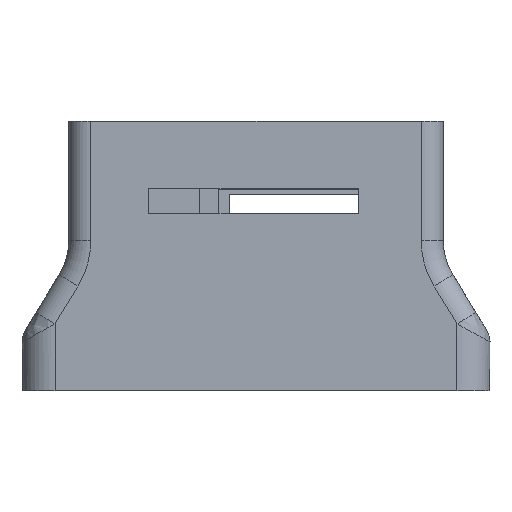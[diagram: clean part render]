
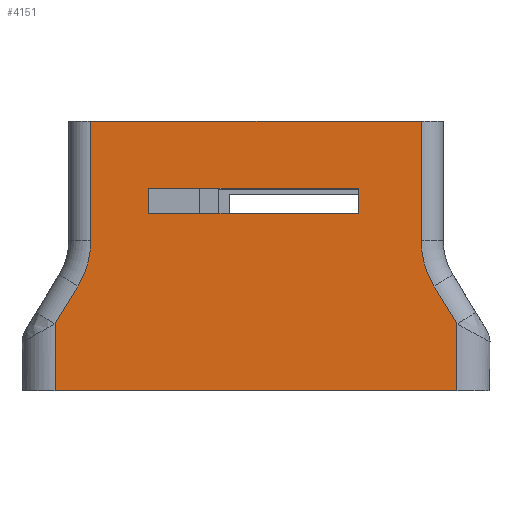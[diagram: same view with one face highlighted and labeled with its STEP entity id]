
A CAD part, left-side view. The second image highlights one B-rep face of the part: STEP entity #4151.
In plain terms, the highlighted planar face has unit normal (-1, 0, 0).
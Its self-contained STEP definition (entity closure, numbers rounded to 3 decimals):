
#24=FACE_BOUND('',#637,.T.);
#100=CIRCLE('',#4313,8.);
#125=CIRCLE('',#4359,8.);
#405=FACE_OUTER_BOUND('',#636,.T.);
#636=EDGE_LOOP('',(#3367,#3368,#3369,#3370,#3371,#3372,#3373,#3374,#3375,
#3376));
#637=EDGE_LOOP('',(#3377,#3378,#3379,#3380));
#944=LINE('',#7425,#1322);
#946=LINE('',#7437,#1324);
#959=LINE('',#7464,#1337);
#975=LINE('',#7756,#1353);
#977=LINE('',#7765,#1355);
#981=LINE('',#7775,#1359);
#982=LINE('',#7779,#1360);
#983=LINE('',#7780,#1361);
#984=LINE('',#7783,#1362);
#985=LINE('',#7785,#1363);
#986=LINE('',#7787,#1364);
#987=LINE('',#7788,#1365);
#1322=VECTOR('',#4834,10.);
#1324=VECTOR('',#4848,10.);
#1337=VECTOR('',#4869,10.);
#1353=VECTOR('',#4959,10.);
#1355=VECTOR('',#4971,10.);
#1359=VECTOR('',#4981,10.);
#1360=VECTOR('',#4986,10.);
#1361=VECTOR('',#4987,10.);
#1362=VECTOR('',#4988,10.);
#1363=VECTOR('',#4989,10.);
#1364=VECTOR('',#4990,10.);
#1365=VECTOR('',#4991,10.);
#1867=VERTEX_POINT('',#7415);
#1869=VERTEX_POINT('',#7421);
#1871=VERTEX_POINT('',#7427);
#1873=VERTEX_POINT('',#7433);
#1884=VERTEX_POINT('',#7463);
#1919=VERTEX_POINT('',#7748);
#1921=VERTEX_POINT('',#7754);
#1923=VERTEX_POINT('',#7760);
#1926=VERTEX_POINT('',#7774);
#1927=VERTEX_POINT('',#7778);
#1928=VERTEX_POINT('',#7781);
#1929=VERTEX_POINT('',#7782);
#1930=VERTEX_POINT('',#7784);
#1931=VERTEX_POINT('',#7786);
#2395=EDGE_CURVE('',#1867,#1869,#944,.T.);
#2398=EDGE_CURVE('',#1869,#1871,#100,.T.);
#2401=EDGE_CURVE('',#1871,#1873,#946,.T.);
#2414=EDGE_CURVE('',#1873,#1884,#959,.T.);
#2464=EDGE_CURVE('',#1921,#1919,#975,.T.);
#2467=EDGE_CURVE('',#1923,#1921,#125,.T.);
#2469=EDGE_CURVE('',#1884,#1923,#977,.T.);
#2474=EDGE_CURVE('',#1926,#1919,#981,.T.);
#2476=EDGE_CURVE('',#1927,#1867,#982,.T.);
#2477=EDGE_CURVE('',#1926,#1927,#983,.T.);
#2478=EDGE_CURVE('',#1928,#1929,#984,.T.);
#2479=EDGE_CURVE('',#1929,#1930,#985,.T.);
#2480=EDGE_CURVE('',#1930,#1931,#986,.T.);
#2481=EDGE_CURVE('',#1931,#1928,#987,.T.);
#3367=ORIENTED_EDGE('',*,*,#2395,.F.);
#3368=ORIENTED_EDGE('',*,*,#2476,.F.);
#3369=ORIENTED_EDGE('',*,*,#2477,.F.);
#3370=ORIENTED_EDGE('',*,*,#2474,.T.);
#3371=ORIENTED_EDGE('',*,*,#2464,.F.);
#3372=ORIENTED_EDGE('',*,*,#2467,.F.);
#3373=ORIENTED_EDGE('',*,*,#2469,.F.);
#3374=ORIENTED_EDGE('',*,*,#2414,.F.);
#3375=ORIENTED_EDGE('',*,*,#2401,.F.);
#3376=ORIENTED_EDGE('',*,*,#2398,.F.);
#3377=ORIENTED_EDGE('',*,*,#2478,.T.);
#3378=ORIENTED_EDGE('',*,*,#2479,.T.);
#3379=ORIENTED_EDGE('',*,*,#2480,.T.);
#3380=ORIENTED_EDGE('',*,*,#2481,.T.);
#3941=PLANE('',#4366);
#4151=ADVANCED_FACE('',(#405,#24),#3941,.T.);
#4313=AXIS2_PLACEMENT_3D('',#7431,#4841,#4842);
#4359=AXIS2_PLACEMENT_3D('',#7762,#4965,#4966);
#4366=AXIS2_PLACEMENT_3D('',#7777,#4984,#4985);
#4834=DIRECTION('',(0.,-0.519,0.855));
#4841=DIRECTION('center_axis',(-1.,0.,0.));
#4842=DIRECTION('ref_axis',(0.,-0.963,-0.269));
#4848=DIRECTION('',(0.,0.,1.));
#4869=DIRECTION('',(0.,-1.,0.));
#4959=DIRECTION('',(0.,-0.519,-0.855));
#4965=DIRECTION('center_axis',(-1.,0.,0.));
#4966=DIRECTION('ref_axis',(0.,0.963,-0.269));
#4971=DIRECTION('',(0.,0.,-1.));
#4981=DIRECTION('',(0.,0.,1.));
#4984=DIRECTION('center_axis',(-1.,0.,0.));
#4985=DIRECTION('ref_axis',(0.,1.,0.));
#4986=DIRECTION('',(0.,0.,1.));
#4987=DIRECTION('',(0.,1.,0.));
#4988=DIRECTION('',(0.,0.,1.));
#4989=DIRECTION('',(0.,-1.,0.));
#4990=DIRECTION('',(0.,0.,-1.));
#4991=DIRECTION('',(0.,1.,0.));
#7415=CARTESIAN_POINT('',(-53.,18.25,-18.413));
#7421=CARTESIAN_POINT('',(-53.,16.162,-14.973));
#7425=CARTESIAN_POINT('',(-53.,10.064,-4.93));
#7427=CARTESIAN_POINT('',(-53.,15.,-10.821));
#7431=CARTESIAN_POINT('Origin',(-53.,23.,-10.821));
#7433=CARTESIAN_POINT('',(-53.,15.,0.));
#7437=CARTESIAN_POINT('',(-53.,15.,0.));
#7463=CARTESIAN_POINT('',(-53.,-15.,0.));
#7464=CARTESIAN_POINT('',(-53.,17.,0.));
#7748=CARTESIAN_POINT('',(-53.,-18.25,-18.413));
#7754=CARTESIAN_POINT('',(-53.,-16.162,-14.973));
#7756=CARTESIAN_POINT('',(-53.,-14.643,-12.471));
#7760=CARTESIAN_POINT('',(-53.,-15.,-10.821));
#7762=CARTESIAN_POINT('Origin',(-53.,-23.,-10.821));
#7765=CARTESIAN_POINT('',(-53.,-15.,0.));
#7774=CARTESIAN_POINT('',(-53.,-18.25,-24.5));
#7775=CARTESIAN_POINT('',(-53.,-18.25,-24.5));
#7777=CARTESIAN_POINT('Origin',(-53.,-17.,0.));
#7778=CARTESIAN_POINT('',(-53.,18.25,-24.5));
#7779=CARTESIAN_POINT('',(-53.,18.25,-24.5));
#7780=CARTESIAN_POINT('',(-53.,-18.25,-24.5));
#7781=CARTESIAN_POINT('',(-53.,9.742,-8.383));
#7782=CARTESIAN_POINT('',(-53.,9.742,-6.078));
#7783=CARTESIAN_POINT('',(-53.,9.742,-4.191));
#7784=CARTESIAN_POINT('',(-53.,-9.312,-6.078));
#7785=CARTESIAN_POINT('',(-53.,-3.629,-6.078));
#7786=CARTESIAN_POINT('',(-53.,-9.312,-8.383));
#7787=CARTESIAN_POINT('',(-53.,-9.312,-3.039));
#7788=CARTESIAN_POINT('',(-53.,-13.156,-8.383));
